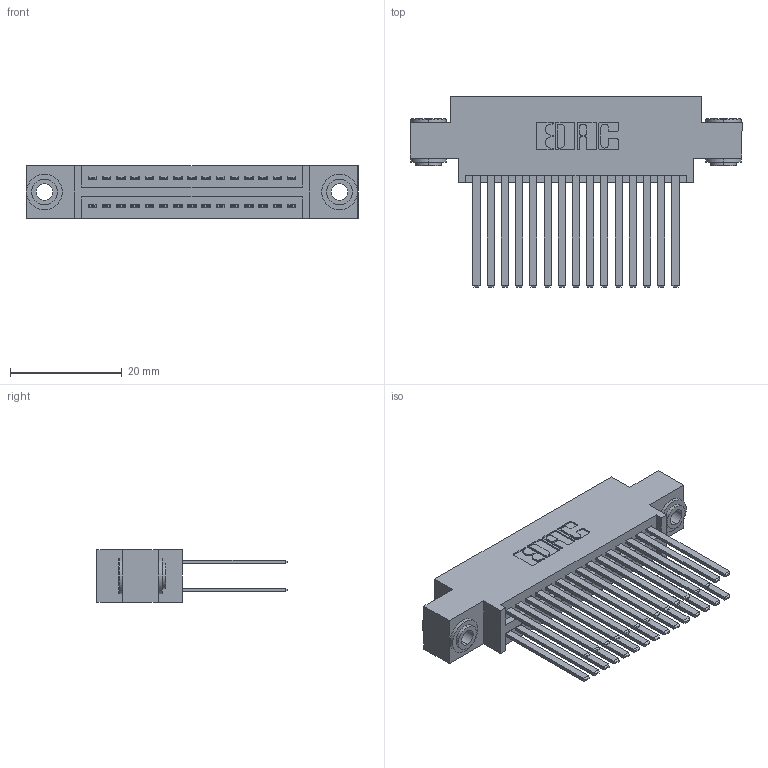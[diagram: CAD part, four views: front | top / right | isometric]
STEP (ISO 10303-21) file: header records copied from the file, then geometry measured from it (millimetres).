
FILE_DESCRIPTION (( 'STEP AP203' ), '1' );
FILE_NAME ('395-030-544-803.STEP', '2018-11-11T06:50:53', ( '' ), ( '' ), 'SwSTEP 2.0', 'SolidWorks 2016', '' );
FILE_SCHEMA (( 'CONFIG_CONTROL_DESIGN' ));
Length unit declared in the file: inch
Products named in the file (4): 345-250-002_345-250-002-102; 345 Part_0.170 Offset - 0.156 Dia-TH; 395-030-544-803; 345-292-001_345-293-144
Assembly tree (33 placements, depth 2):
  395-030-544-803
    345 Part_0.170 Offset - 0.156 Dia-TH
    345-292-001_345-293-144  x30
    345-250-002_345-250-002-102  x2
Bounding box: 59.31 x 33.96 x 9.4 mm (x, y, z)
Volume: 5837.3 mm3; surface area: 9686.5 mm2
Topology: 33 solids, 33 shells, 1488 faces, 4359 edges, 2862 vertices
Faces by surface type: plane 964, cylinder 516, cone 8
Entity records: 16002 total; most frequent: CARTESIAN_POINT 2683, ORIENTED_EDGE 2610, DIRECTION 2427, EDGE_CURVE 1305, LINE 1093, VECTOR 1093, VERTEX_POINT 866, AXIS2_PLACEMENT_3D 667
